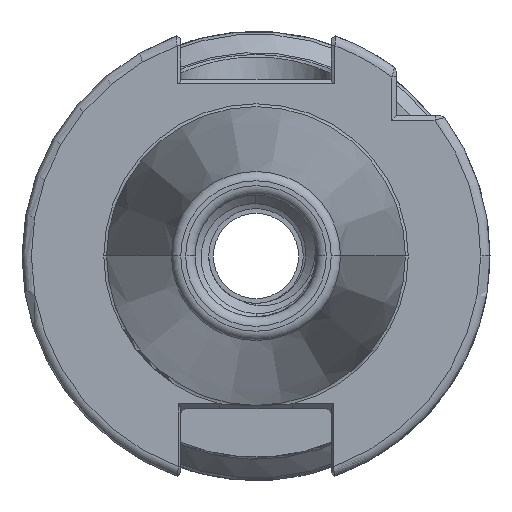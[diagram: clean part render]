
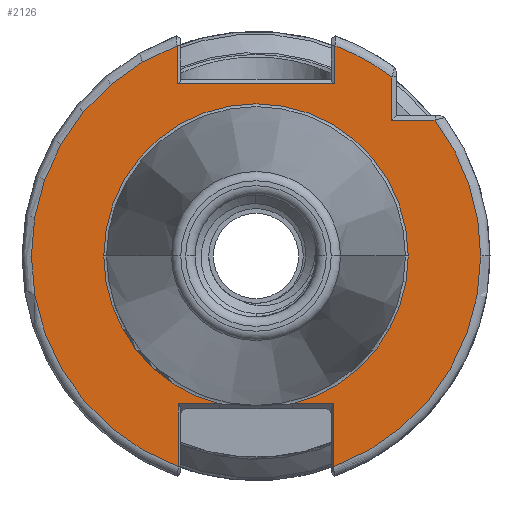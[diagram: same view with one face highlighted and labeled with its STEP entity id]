
A CAD part, left-side view. The second image highlights one B-rep face of the part: STEP entity #2126.
In plain terms, the highlighted planar face has unit normal (-1, 0, 0).
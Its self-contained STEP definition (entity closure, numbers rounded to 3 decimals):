
#2 = LINE ( 'NONE', #14356, #4 ) ;
#4 = VECTOR ( 'NONE', #14357, 1000. ) ;
#8 = VECTOR ( 'NONE', #14942, 1000. ) ;
#11 = LINE ( 'NONE', #14982, #30 ) ;
#15 = LINE ( 'NONE', #13868, #36 ) ;
#20 = LINE ( 'NONE', #14072, #37 ) ;
#23 = LINE ( 'NONE', #13889, #40 ) ;
#29 = CIRCLE ( 'NONE', #19225, 16.262 ) ;
#30 = VECTOR ( 'NONE', #14984, 1000. ) ;
#36 = VECTOR ( 'NONE', #13895, 1000. ) ;
#37 = VECTOR ( 'NONE', #14050, 1000. ) ;
#39 = CIRCLE ( 'NONE', #19227, 24. ) ;
#40 = VECTOR ( 'NONE', #13891, 1000. ) ;
#42 = LINE ( 'NONE', #14983, #8 ) ;
#233 = CARTESIAN_POINT ( 'NONE',  ( 0., 0., 0. ) ) ;
#234 = DIRECTION ( 'NONE',  ( 0., -1., 0. ) ) ;
#241 = DIRECTION ( 'NONE',  ( 1., 0., 0. ) ) ;
#295 = CARTESIAN_POINT ( 'NONE',  ( 0., 0., 0. ) ) ;
#301 = DIRECTION ( 'NONE',  ( 0., -1., 0. ) ) ;
#302 = DIRECTION ( 'NONE',  ( 1., 0., 0. ) ) ;
#1846 = LINE ( 'NONE', #15843, #1873 ) ;
#1871 = CIRCLE ( 'NONE', #15035, 24. ) ;
#1873 = VECTOR ( 'NONE', #15835, 1000. ) ;
#2126 = ADVANCED_FACE ( 'NONE', ( #6572 ), #12060, .T. ) ;
#2952 = CIRCLE ( 'NONE', #19198, 16.262 ) ;
#2996 = CIRCLE ( 'NONE', #19201, 16.262 ) ;
#3506 = CARTESIAN_POINT ( 'NONE',  ( 0., 0., 0. ) ) ;
#3510 = DIRECTION ( 'NONE',  ( 0., -1., 0. ) ) ;
#3523 = DIRECTION ( 'NONE',  ( -1., 0., 0. ) ) ;
#4234 = EDGE_CURVE ( 'NONE', #19817, #19978, #17607, .T. ) ;
#4293 = EDGE_CURVE ( 'NONE', #19842, #19817, #17624, .T. ) ;
#5736 = EDGE_CURVE ( 'NONE', #19780, #19790, #2952, .T. ) ;
#5750 = EDGE_CURVE ( 'NONE', #19770, #19769, #2996, .T. ) ;
#5795 = ORIENTED_EDGE ( 'NONE', *, *, #5750, .T. ) ;
#5799 = ORIENTED_EDGE ( 'NONE', *, *, #5736, .T. ) ;
#5805 = ORIENTED_EDGE ( 'NONE', *, *, #7111, .T. ) ;
#5811 = ORIENTED_EDGE ( 'NONE', *, *, #4234, .T. ) ;
#5816 = ORIENTED_EDGE ( 'NONE', *, *, #7098, .T. ) ;
#5820 = ORIENTED_EDGE ( 'NONE', *, *, #7162, .T. ) ;
#5831 = ORIENTED_EDGE ( 'NONE', *, *, #7099, .T. ) ;
#5838 = ORIENTED_EDGE ( 'NONE', *, *, #20387, .T. ) ;
#5841 = ORIENTED_EDGE ( 'NONE', *, *, #7116, .T. ) ;
#5845 = ORIENTED_EDGE ( 'NONE', *, *, #7117, .T. ) ;
#5847 = ORIENTED_EDGE ( 'NONE', *, *, #7175, .T. ) ;
#5851 = ORIENTED_EDGE ( 'NONE', *, *, #7134, .T. ) ;
#5856 = ORIENTED_EDGE ( 'NONE', *, *, #7066, .T. ) ;
#5857 = ORIENTED_EDGE ( 'NONE', *, *, #7142, .T. ) ;
#5860 = ORIENTED_EDGE ( 'NONE', *, *, #7119, .T. ) ;
#5869 = ORIENTED_EDGE ( 'NONE', *, *, #4293, .T. ) ;
#5996 = EDGE_LOOP ( 'NONE', ( #5795, #5805, #5799, #5831, #5841, #5869, #5811, #5860, #5856, #5845, #5816, #5851, #5838, #5820, #5857, #5847 ) ) ;
#6572 = FACE_OUTER_BOUND ( 'NONE', #5996, .T. ) ;
#6872 = LINE ( 'NONE', #14732, #6893 ) ;
#6893 = VECTOR ( 'NONE', #14763, 1000. ) ;
#7066 = EDGE_CURVE ( 'NONE', #20021, #20003, #6872, .T. ) ;
#7098 = EDGE_CURVE ( 'NONE', #20028, #20000, #11, .T. ) ;
#7099 = EDGE_CURVE ( 'NONE', #19790, #20017, #42, .T. ) ;
#7111 = EDGE_CURVE ( 'NONE', #19769, #19780, #29, .T. ) ;
#7116 = EDGE_CURVE ( 'NONE', #20017, #19842, #15, .T. ) ;
#7117 = EDGE_CURVE ( 'NONE', #20003, #20028, #39, .T. ) ;
#7119 = EDGE_CURVE ( 'NONE', #19978, #20021, #23, .T. ) ;
#7134 = EDGE_CURVE ( 'NONE', #20000, #20052, #20, .T. ) ;
#7142 = EDGE_CURVE ( 'NONE', #20058, #20050, #2, .T. ) ;
#7162 = EDGE_CURVE ( 'NONE', #20030, #20058, #1871, .T. ) ;
#7175 = EDGE_CURVE ( 'NONE', #20050, #19770, #1846, .T. ) ;
#10381 = DIRECTION ( 'NONE',  ( -1., 0., 0. ) ) ;
#10385 = CARTESIAN_POINT ( 'NONE',  ( 0., 0., 0. ) ) ;
#10386 = DIRECTION ( 'NONE',  ( 0., -1., 0. ) ) ;
#12038 = DIRECTION ( 'NONE',  ( 0., -1., 0. ) ) ;
#12047 = CARTESIAN_POINT ( 'NONE',  ( 0., 16.342, 0. ) ) ;
#12060 = PLANE ( 'NONE',  #19020 ) ;
#12068 = DIRECTION ( 'NONE',  ( -1., 0., 0. ) ) ;
#13805 = DIRECTION ( 'NONE',  ( 1., 0., 0. ) ) ;
#13851 = CARTESIAN_POINT ( 'NONE',  ( 0., 0., 0. ) ) ;
#13859 = CARTESIAN_POINT ( 'NONE',  ( 0., 0., 0. ) ) ;
#13868 = CARTESIAN_POINT ( 'NONE',  ( 0., -8.288, -22.61 ) ) ;
#13877 = DIRECTION ( 'NONE',  ( 0., -1., 0. ) ) ;
#13880 = DIRECTION ( 'NONE',  ( 0., -1., 0. ) ) ;
#13889 = CARTESIAN_POINT ( 'NONE',  ( 0., -15., 14.5 ) ) ;
#13891 = DIRECTION ( 'NONE',  ( 0., 1., 0. ) ) ;
#13895 = DIRECTION ( 'NONE',  ( 0., 0., -1. ) ) ;
#13903 = DIRECTION ( 'NONE',  ( -1., 0., 0. ) ) ;
#14050 = DIRECTION ( 'NONE',  ( 0., 1., 0. ) ) ;
#14072 = CARTESIAN_POINT ( 'NONE',  ( 0., 16.342, 18.4 ) ) ;
#14356 = CARTESIAN_POINT ( 'NONE',  ( 0., 8.288, -16.3 ) ) ;
#14357 = DIRECTION ( 'NONE',  ( 0., 0., 1. ) ) ;
#14495 = DIRECTION ( 'NONE',  ( 0., -1., 0. ) ) ;
#14500 = DIRECTION ( 'NONE',  ( -1., 0., 0. ) ) ;
#14510 = CARTESIAN_POINT ( 'NONE',  ( 0., 0., 0. ) ) ;
#14732 = CARTESIAN_POINT ( 'NONE',  ( 0., -14.5, 18.735 ) ) ;
#14763 = DIRECTION ( 'NONE',  ( 0., 0., 1. ) ) ;
#14942 = DIRECTION ( 'NONE',  ( 0., -1., 0. ) ) ;
#14982 = CARTESIAN_POINT ( 'NONE',  ( 0., -8.434, 0. ) ) ;
#14983 = CARTESIAN_POINT ( 'NONE',  ( 0., -8.288, -15.8 ) ) ;
#14984 = DIRECTION ( 'NONE',  ( 0., 0., -1. ) ) ;
#15035 = AXIS2_PLACEMENT_3D ( 'NONE', #14510, #14500, #14495 ) ;
#15124 = CARTESIAN_POINT ( 'NONE',  ( 0., -8.288, -22.523 ) ) ;
#15269 = CARTESIAN_POINT ( 'NONE',  ( 0., -19.125, 14.5 ) ) ;
#15293 = CARTESIAN_POINT ( 'NONE',  ( 0., -8.434, 18.4 ) ) ;
#15296 = CARTESIAN_POINT ( 'NONE',  ( 0., -14.5, 19.125 ) ) ;
#15305 = CARTESIAN_POINT ( 'NONE',  ( 0., -8.288, -15.8 ) ) ;
#15313 = CARTESIAN_POINT ( 'NONE',  ( 0., 8.288, -15.8 ) ) ;
#15318 = CARTESIAN_POINT ( 'NONE',  ( 0., 8.434, 22.469 ) ) ;
#15323 = CARTESIAN_POINT ( 'NONE',  ( 0., -8.434, 22.469 ) ) ;
#15328 = CARTESIAN_POINT ( 'NONE',  ( 0., 8.434, 18.4 ) ) ;
#15330 = CARTESIAN_POINT ( 'NONE',  ( 0., 8.288, -22.523 ) ) ;
#15343 = CARTESIAN_POINT ( 'NONE',  ( 0., -14.5, 14.5 ) ) ;
#15429 = DIRECTION ( 'NONE',  ( 0., 0., 1. ) ) ;
#15436 = CARTESIAN_POINT ( 'NONE',  ( 0., 8.434, 0. ) ) ;
#15835 = DIRECTION ( 'NONE',  ( 0., -1., 0. ) ) ;
#15843 = CARTESIAN_POINT ( 'NONE',  ( 0., -8.288, -15.8 ) ) ;
#16127 = CARTESIAN_POINT ( 'NONE',  ( 0., -24., 0. ) ) ;
#16133 = CARTESIAN_POINT ( 'NONE',  ( 0., 16.262, 0. ) ) ;
#16153 = CARTESIAN_POINT ( 'NONE',  ( 0., -3.851, -15.8 ) ) ;
#16167 = CARTESIAN_POINT ( 'NONE',  ( 0., 3.851, -15.8 ) ) ;
#16180 = CARTESIAN_POINT ( 'NONE',  ( 0., -16.262, 0. ) ) ;
#17607 = CIRCLE ( 'NONE', #19158, 24. ) ;
#17624 = CIRCLE ( 'NONE', #19169, 24. ) ;
#19020 = AXIS2_PLACEMENT_3D ( 'NONE', #12047, #12068, #12038 ) ;
#19158 = AXIS2_PLACEMENT_3D ( 'NONE', #10385, #10381, #10386 ) ;
#19169 = AXIS2_PLACEMENT_3D ( 'NONE', #3506, #3523, #3510 ) ;
#19198 = AXIS2_PLACEMENT_3D ( 'NONE', #233, #241, #234 ) ;
#19201 = AXIS2_PLACEMENT_3D ( 'NONE', #295, #302, #301 ) ;
#19225 = AXIS2_PLACEMENT_3D ( 'NONE', #13851, #13805, #13877 ) ;
#19227 = AXIS2_PLACEMENT_3D ( 'NONE', #13859, #13903, #13880 ) ;
#19769 = VERTEX_POINT ( 'NONE', #16133 ) ;
#19770 = VERTEX_POINT ( 'NONE', #16167 ) ;
#19780 = VERTEX_POINT ( 'NONE', #16180 ) ;
#19790 = VERTEX_POINT ( 'NONE', #16153 ) ;
#19817 = VERTEX_POINT ( 'NONE', #16127 ) ;
#19842 = VERTEX_POINT ( 'NONE', #15124 ) ;
#19978 = VERTEX_POINT ( 'NONE', #15269 ) ;
#20000 = VERTEX_POINT ( 'NONE', #15293 ) ;
#20003 = VERTEX_POINT ( 'NONE', #15296 ) ;
#20017 = VERTEX_POINT ( 'NONE', #15305 ) ;
#20021 = VERTEX_POINT ( 'NONE', #15343 ) ;
#20028 = VERTEX_POINT ( 'NONE', #15323 ) ;
#20030 = VERTEX_POINT ( 'NONE', #15318 ) ;
#20050 = VERTEX_POINT ( 'NONE', #15313 ) ;
#20052 = VERTEX_POINT ( 'NONE', #15328 ) ;
#20058 = VERTEX_POINT ( 'NONE', #15330 ) ;
#20369 = VECTOR ( 'NONE', #15429, 1000. ) ;
#20378 = LINE ( 'NONE', #15436, #20369 ) ;
#20387 = EDGE_CURVE ( 'NONE', #20052, #20030, #20378, .T. ) ;
